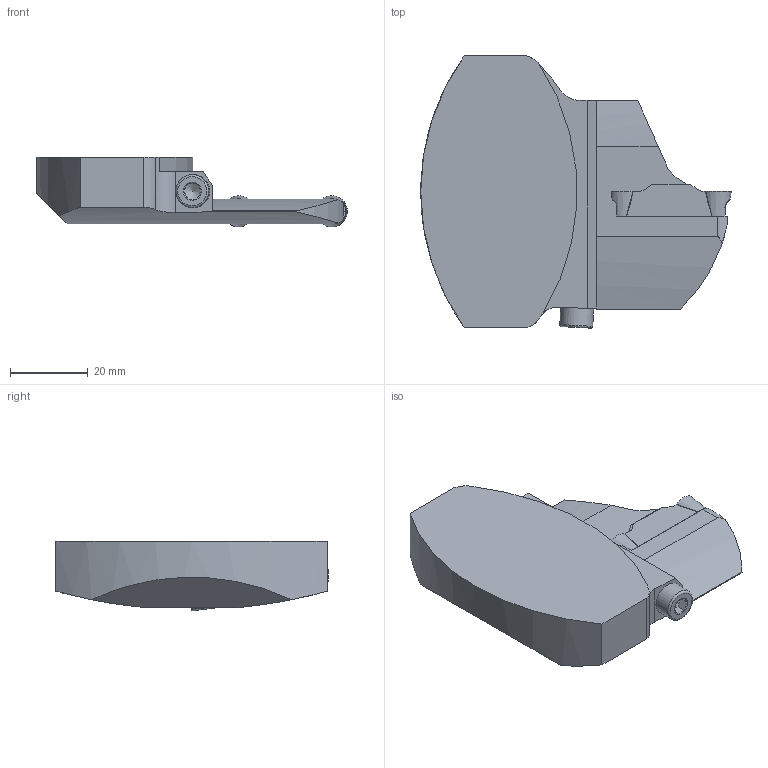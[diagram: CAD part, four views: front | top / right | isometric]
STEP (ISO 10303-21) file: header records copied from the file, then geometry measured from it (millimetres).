
FILE_DESCRIPTION(/* description */ (''),/* implementation_level */ '2;1');
FILE_NAME(/* name */ '1713870946547.stp',/* time_stamp */ '2024-04-23T16:45:57+05:00',/* author */ (''),/* organization */ ('SMS'),/* preprocessor_version */ 'ST-DEVELOPER v16.7',/* originating_system */ 'SIEMENS PLM Software NX 12.0',/* authorisation */ '');
FILE_SCHEMA (('AUTOMOTIVE_DESIGN { 1 0 10303 214 3 1 1 1 }'));
Length unit declared in the file: millimetre
Products named in the file (4): 204179119nuc000_00; ASSEMBLY_CONSTRUCTION; 204307579mod000_00; 204307581mod000_00
Assembly tree (3 placements, depth 2):
  204307581mod000_00
    204307579mod000_00
    ASSEMBLY_CONSTRUCTION
    204179119nuc000_00
Bounding box: 80.1 x 70.19 x 18.01 mm (x, y, z)
Volume: 47545.4 mm3; surface area: 12430.9 mm2
Topology: 2 solids, 3 shells, 88 faces, 231 edges, 157 vertices
Faces by surface type: plane 33, bspline 25, cylinder 19, cone 10, torus 1
Full cylindrical faces by diameter (mm): 8.5 x1, 11.8 x1
Entity records: 4494 total; most frequent: CARTESIAN_POINT 2459, ORIENTED_EDGE 438, DIRECTION 294, EDGE_CURVE 219, VERTEX_POINT 144, B_SPLINE_CURVE_WITH_KNOTS 108, AXIS2_PLACEMENT_3D 108, EDGE_LOOP 93
